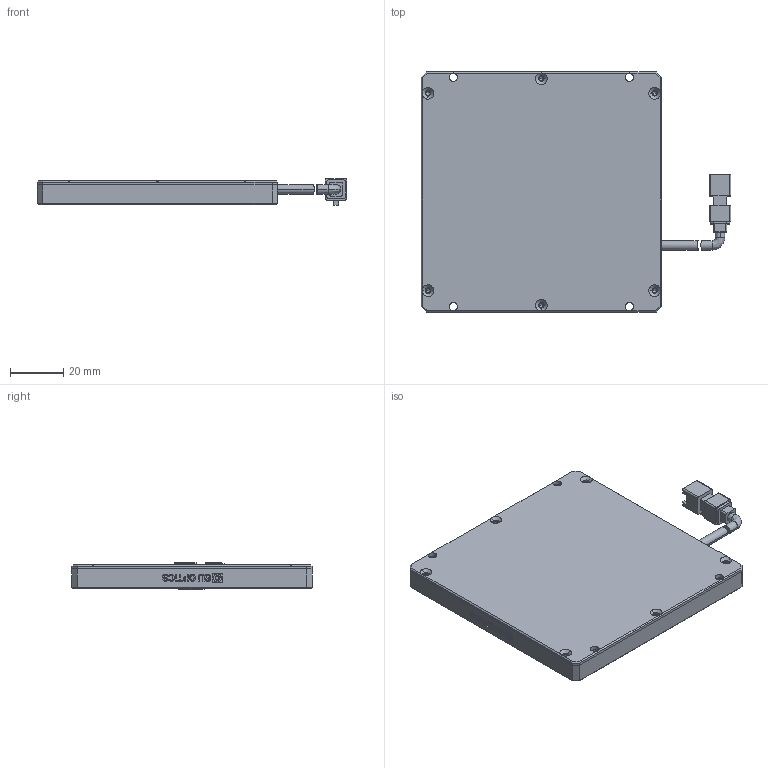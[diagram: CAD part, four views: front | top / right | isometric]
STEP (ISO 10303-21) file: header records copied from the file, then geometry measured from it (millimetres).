
FILE_DESCRIPTION (( 'STEP AP214' ), '1' );
FILE_NAME ('660502-W.STEP', '2019-02-13T07:27:31', ( 'user' ), ( '微软中国' ), 'SwSTEP 2.0', 'SolidWorks 2016', '' );
FILE_SCHEMA (( 'AUTOMOTIVE_DESIGN' ));
Length unit declared in the file: millimetre
Products named in the file (1): 660502-W
Bounding box: 116 x 90 x 10 mm (x, y, z)
Volume: 46032.9 mm3; surface area: 43333.6 mm2
Topology: 6 solids, 6 shells, 417 faces, 1101 edges, 709 vertices
Faces by surface type: plane 242, cylinder 76, bspline 61, cone 38
Entity records: 16839 total; most frequent: CARTESIAN_POINT 3310, ORIENTED_EDGE 2178, DIRECTION 1859, EDGE_CURVE 1089, LINE 759, VECTOR 759, VERTEX_POINT 709, AXIS2_PLACEMENT_3D 550
